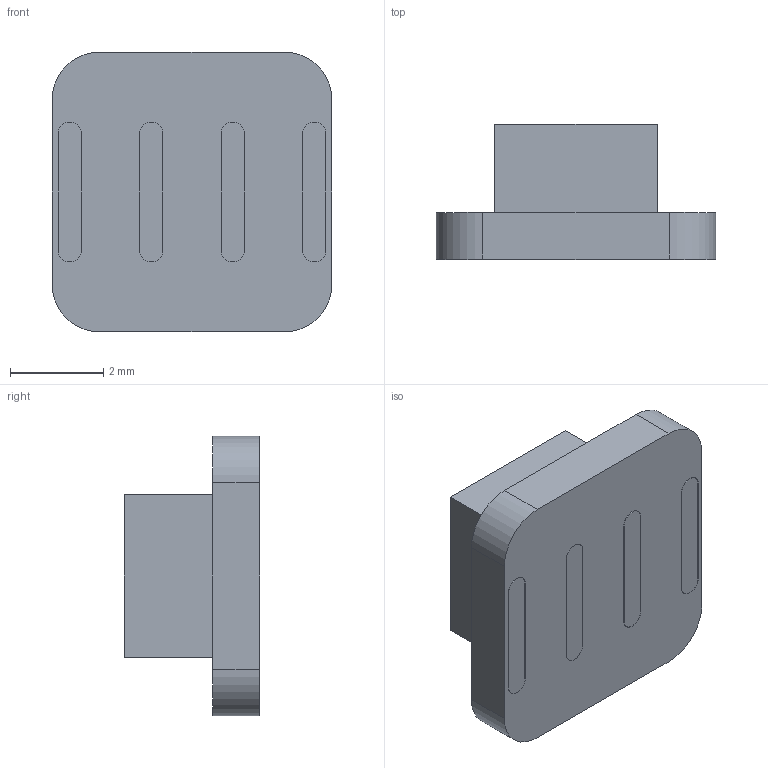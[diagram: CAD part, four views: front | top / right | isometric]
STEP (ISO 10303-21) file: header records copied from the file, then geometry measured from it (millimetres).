
FILE_DESCRIPTION((''),'2;1');
FILE_NAME('0807-RGB-PCBA_ASM','2025-02-19T10:02:44',('qinghui.yi'),(''),'CREO PARAMETRIC BY PTC INC, 2023154','CREO PARAMETRIC BY PTC INC, 2023154','');
FILE_SCHEMA(('CONFIG_CONTROL_DESIGN'));
Length unit declared in the file: millimetre
Products named in the file (3): 0807-RGB-PCB; 0807-RGB; 0807-RGB-PCBA_ASM
Assembly tree (2 placements, depth 2):
  0807-RGB-PCBA_ASM
    0807-RGB-PCB
    0807-RGB
Bounding box: 6 x 2.91 x 6 mm (x, y, z)
Volume: 60.5 mm3; surface area: 131 mm2
Topology: 2 solids, 2 shells, 105 faces, 280 edges, 184 vertices
Faces by surface type: plane 85, cylinder 20
Entity records: 3318 total; most frequent: CARTESIAN_POINT 574, ORIENTED_EDGE 560, DIRECTION 540, EDGE_CURVE 280, VECTOR 240, LINE 240, VERTEX_POINT 184, AXIS2_PLACEMENT_3D 150
